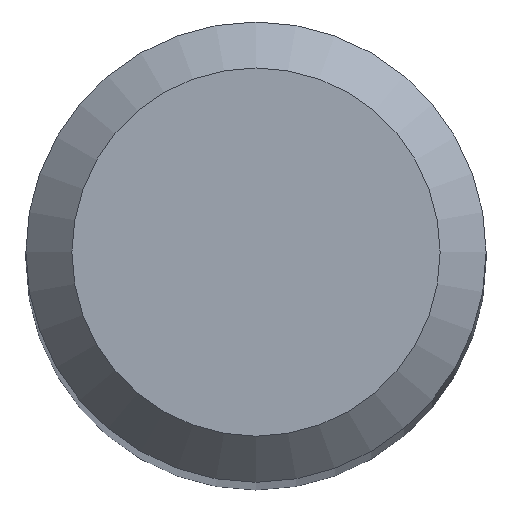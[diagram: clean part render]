
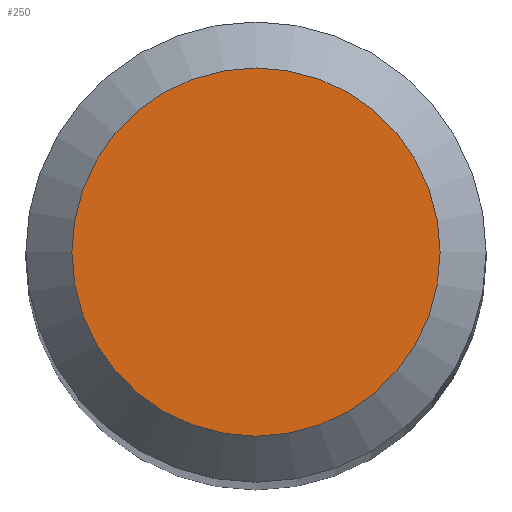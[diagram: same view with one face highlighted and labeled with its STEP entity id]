
A CAD part, top view. The second image highlights one B-rep face of the part: STEP entity #250.
In plain terms, the highlighted planar face has unit normal (0, 0, 1).
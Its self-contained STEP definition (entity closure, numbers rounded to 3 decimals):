
#15 = DIRECTION ( 'NONE',  ( 0., 1., 0. ) ) ;
#17 = AXIS2_PLACEMENT_3D ( 'NONE', #35, #126, #268 ) ;
#35 = CARTESIAN_POINT ( 'NONE',  ( 0., 0., 50. ) ) ;
#54 = DIRECTION ( 'NONE',  ( 0., 0., -1. ) ) ;
#61 = CARTESIAN_POINT ( 'NONE',  ( 0., 1.2, 50. ) ) ;
#62 = CIRCLE ( 'NONE', #17, 1.2 ) ;
#66 = EDGE_LOOP ( 'NONE', ( #74 ) ) ;
#74 = ORIENTED_EDGE ( 'NONE', *, *, #82, .F. ) ;
#82 = EDGE_CURVE ( 'NONE', #85, #85, #62, .T. ) ;
#85 = VERTEX_POINT ( 'NONE', #61 ) ;
#106 = CARTESIAN_POINT ( 'NONE',  ( 0., 0., 50. ) ) ;
#126 = DIRECTION ( 'NONE',  ( 0., 0., -1. ) ) ;
#143 = AXIS2_PLACEMENT_3D ( 'NONE', #106, #54, #15 ) ;
#158 = FACE_OUTER_BOUND ( 'NONE', #66, .T. ) ;
#249 = PLANE ( 'NONE',  #143 ) ;
#250 = ADVANCED_FACE ( 'NONE', ( #158 ), #249, .F. ) ;
#268 = DIRECTION ( 'NONE',  ( 0., 1., 0. ) ) ;
